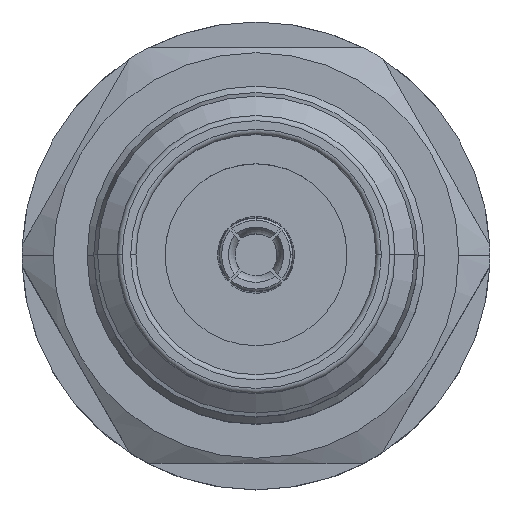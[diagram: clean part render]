
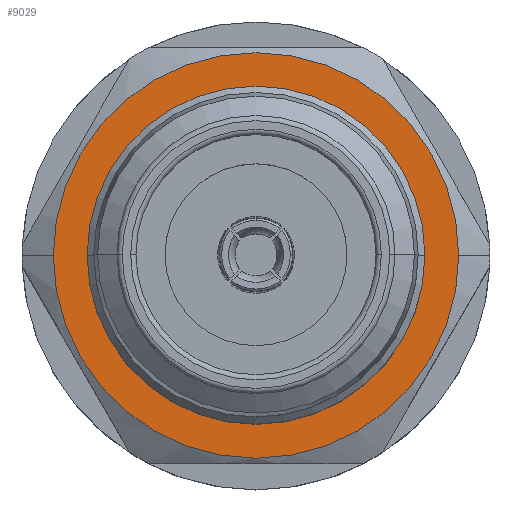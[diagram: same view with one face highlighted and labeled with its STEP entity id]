
A CAD part, top view. The second image highlights one B-rep face of the part: STEP entity #9029.
In plain terms, the highlighted planar face has unit normal (0, 0, 1).
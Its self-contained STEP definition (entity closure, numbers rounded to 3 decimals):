
#127 = CARTESIAN_POINT ( 'NONE',  ( -3.25, 0., 17. ) ) ;
#775 = VERTEX_POINT ( 'NONE', #127 ) ;
#853 = EDGE_CURVE ( 'NONE', #9637, #4761, #6391, .T. ) ;
#978 = FACE_BOUND ( 'NONE', #8549, .T. ) ;
#1185 = DIRECTION ( 'NONE',  ( -1., 0., 0. ) ) ;
#1975 = CIRCLE ( 'NONE', #5787, 3.9 ) ;
#2575 = DIRECTION ( 'NONE',  ( -1., 0., 0. ) ) ;
#2811 = ORIENTED_EDGE ( 'NONE', *, *, #7151, .T. ) ;
#2838 = PLANE ( 'NONE',  #3953 ) ;
#3181 = AXIS2_PLACEMENT_3D ( 'NONE', #9921, #8989, #2575 ) ;
#3683 = DIRECTION ( 'NONE',  ( 0., 0., -1. ) ) ;
#3953 = AXIS2_PLACEMENT_3D ( 'NONE', #10949, #3683, #9184 ) ;
#4244 = CARTESIAN_POINT ( 'NONE',  ( 0., 0., 17. ) ) ;
#4262 = AXIS2_PLACEMENT_3D ( 'NONE', #9501, #9567, #8596 ) ;
#4495 = CIRCLE ( 'NONE', #4262, 3.25 ) ;
#4761 = VERTEX_POINT ( 'NONE', #11315 ) ;
#5146 = EDGE_LOOP ( 'NONE', ( #10855, #6857 ) ) ;
#5787 = AXIS2_PLACEMENT_3D ( 'NONE', #4244, #9667, #10585 ) ;
#6391 = CIRCLE ( 'NONE', #9905, 3.9 ) ;
#6469 = EDGE_CURVE ( 'NONE', #7888, #775, #10808, .T. ) ;
#6857 = ORIENTED_EDGE ( 'NONE', *, *, #10553, .F. ) ;
#7151 = EDGE_CURVE ( 'NONE', #775, #7888, #4495, .T. ) ;
#7463 = CARTESIAN_POINT ( 'NONE',  ( 3.25, 0., 17. ) ) ;
#7888 = VERTEX_POINT ( 'NONE', #7463 ) ;
#8369 = CARTESIAN_POINT ( 'NONE',  ( 0., 0., 17. ) ) ;
#8549 = EDGE_LOOP ( 'NONE', ( #2811, #11271 ) ) ;
#8596 = DIRECTION ( 'NONE',  ( -1., 0., 0. ) ) ;
#8989 = DIRECTION ( 'NONE',  ( 0., 0., -1. ) ) ;
#9029 = ADVANCED_FACE ( 'NONE', ( #9962, #978 ), #2838, .F. ) ;
#9184 = DIRECTION ( 'NONE',  ( -1., 0., 0. ) ) ;
#9501 = CARTESIAN_POINT ( 'NONE',  ( 0., 0., 17. ) ) ;
#9567 = DIRECTION ( 'NONE',  ( 0., 0., -1. ) ) ;
#9637 = VERTEX_POINT ( 'NONE', #10020 ) ;
#9667 = DIRECTION ( 'NONE',  ( 0., 0., -1. ) ) ;
#9905 = AXIS2_PLACEMENT_3D ( 'NONE', #8369, #10270, #1185 ) ;
#9921 = CARTESIAN_POINT ( 'NONE',  ( 0., 0., 17. ) ) ;
#9962 = FACE_OUTER_BOUND ( 'NONE', #5146, .T. ) ;
#10020 = CARTESIAN_POINT ( 'NONE',  ( -3.9, 0., 17. ) ) ;
#10270 = DIRECTION ( 'NONE',  ( 0., 0., -1. ) ) ;
#10553 = EDGE_CURVE ( 'NONE', #4761, #9637, #1975, .T. ) ;
#10585 = DIRECTION ( 'NONE',  ( -1., 0., 0. ) ) ;
#10808 = CIRCLE ( 'NONE', #3181, 3.25 ) ;
#10855 = ORIENTED_EDGE ( 'NONE', *, *, #853, .F. ) ;
#10949 = CARTESIAN_POINT ( 'NONE',  ( 0., 3.25, 17. ) ) ;
#11271 = ORIENTED_EDGE ( 'NONE', *, *, #6469, .T. ) ;
#11315 = CARTESIAN_POINT ( 'NONE',  ( 3.9, 0., 17. ) ) ;
